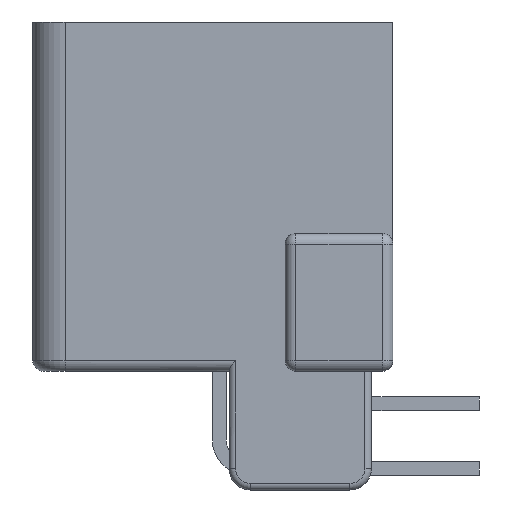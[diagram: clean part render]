
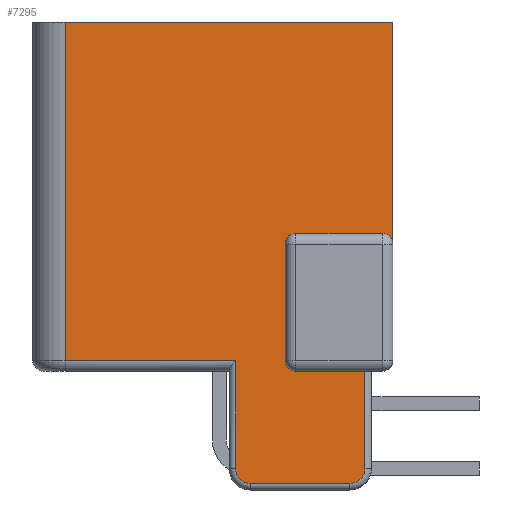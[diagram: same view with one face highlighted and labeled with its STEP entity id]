
A CAD part, left-side view. The second image highlights one B-rep face of the part: STEP entity #7295.
In plain terms, the highlighted planar face has unit normal (-1, 0, 0).
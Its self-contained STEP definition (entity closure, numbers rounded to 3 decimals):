
#70=DIRECTION('',(0.,-1.,0.));
#71=VECTOR('',#70,15.2);
#72=CARTESIAN_POINT('',(-9.55,6.85,0.));
#73=LINE('',#72,#71);
#1049=DIRECTION('',(0.,-1.,0.));
#1050=VECTOR('',#1049,3.2);
#1051=CARTESIAN_POINT('',(-9.55,-3.85,-16.2));
#1052=LINE('',#1051,#1050);
#1518=CARTESIAN_POINT('',(-9.55,-3.85,-15.7));
#1519=DIRECTION('',(1.,0.,0.));
#1520=DIRECTION('',(0.,0.,-1.));
#1521=AXIS2_PLACEMENT_3D('',#1518,#1519,#1520);
#1552=CARTESIAN_POINT('',(-9.55,-3.85,-10.3));
#1553=DIRECTION('',(1.,0.,0.));
#1554=DIRECTION('',(0.,1.,0.));
#1555=AXIS2_PLACEMENT_3D('',#1552,#1553,#1554);
#1693=CARTESIAN_POINT('',(-9.55,-7.85,-10.3));
#1694=DIRECTION('',(1.,0.,0.));
#1695=DIRECTION('',(0.,0.,1.));
#1696=AXIS2_PLACEMENT_3D('',#1693,#1694,#1695);
#1698=DIRECTION('',(0.,1.,0.));
#1699=VECTOR('',#1698,4.);
#1700=CARTESIAN_POINT('',(-9.55,-7.85,-9.8));
#1701=LINE('',#1700,#1699);
#1702=DIRECTION('',(0.,0.,1.));
#1703=VECTOR('',#1702,5.4);
#1704=CARTESIAN_POINT('',(-9.55,-3.35,-15.7));
#1705=LINE('',#1704,#1703);
#1706=DIRECTION('',(0.,0.,-1.));
#1707=VECTOR('',#1706,4.5);
#1708=CARTESIAN_POINT('',(-9.55,-7.05,-16.2));
#1709=LINE('',#1708,#1707);
#1710=CARTESIAN_POINT('',(-9.55,-6.35,-20.7));
#1711=DIRECTION('',(1.,0.,0.));
#1712=DIRECTION('',(0.,-1.,0.));
#1713=AXIS2_PLACEMENT_3D('',#1710,#1711,#1712);
#1715=DIRECTION('',(0.,1.,0.));
#1716=VECTOR('',#1715,4.6);
#1717=CARTESIAN_POINT('',(-9.55,-6.35,-21.4));
#1718=LINE('',#1717,#1716);
#1719=CARTESIAN_POINT('',(-9.55,-1.75,-20.7));
#1720=DIRECTION('',(1.,0.,0.));
#1721=DIRECTION('',(0.,0.,-1.));
#1722=AXIS2_PLACEMENT_3D('',#1719,#1720,#1721);
#1724=DIRECTION('',(0.,0.,1.));
#1725=VECTOR('',#1724,5.);
#1726=CARTESIAN_POINT('',(-9.55,-1.05,-20.7));
#1727=LINE('',#1726,#1725);
#1728=DIRECTION('',(0.,1.,0.));
#1729=VECTOR('',#1728,7.9);
#1730=CARTESIAN_POINT('',(-9.55,-1.05,-15.7));
#1731=LINE('',#1730,#1729);
#1732=DIRECTION('',(0.,0.,1.));
#1733=VECTOR('',#1732,15.7);
#1734=CARTESIAN_POINT('',(-9.55,6.85,-15.7));
#1735=LINE('',#1734,#1733);
#1736=DIRECTION('',(0.,0.,-1.));
#1737=VECTOR('',#1736,10.3);
#1738=CARTESIAN_POINT('',(-9.55,-8.35,0.));
#1739=LINE('',#1738,#1737);
#4034=CARTESIAN_POINT('',(-9.55,6.85,0.));
#4036=VERTEX_POINT('',#4034);
#4037=CARTESIAN_POINT('',(-9.55,-8.35,0.));
#4038=VERTEX_POINT('',#4037);
#4305=CARTESIAN_POINT('',(-9.55,-1.05,-20.7));
#4306=CARTESIAN_POINT('',(-9.55,-1.05,-15.7));
#4307=VERTEX_POINT('',#4305);
#4308=VERTEX_POINT('',#4306);
#4309=CARTESIAN_POINT('',(-9.55,-7.05,-16.2));
#4310=CARTESIAN_POINT('',(-9.55,-7.05,-20.7));
#4311=VERTEX_POINT('',#4309);
#4312=VERTEX_POINT('',#4310);
#4313=CARTESIAN_POINT('',(-9.55,-6.35,-21.4));
#4314=CARTESIAN_POINT('',(-9.55,-1.75,-21.4));
#4315=VERTEX_POINT('',#4313);
#4316=VERTEX_POINT('',#4314);
#4321=CARTESIAN_POINT('',(-9.55,-3.85,-16.2));
#4322=VERTEX_POINT('',#4321);
#4341=CARTESIAN_POINT('',(-9.55,6.85,-15.7));
#4342=VERTEX_POINT('',#4341);
#4344=CARTESIAN_POINT('',(-9.55,-8.35,-10.3));
#4346=VERTEX_POINT('',#4344);
#4348=CARTESIAN_POINT('',(-9.55,-7.85,-9.8));
#4350=VERTEX_POINT('',#4348);
#4351=CARTESIAN_POINT('',(-9.55,-3.85,-9.8));
#4353=VERTEX_POINT('',#4351);
#4355=CARTESIAN_POINT('',(-9.55,-3.35,-10.3));
#4357=VERTEX_POINT('',#4355);
#4440=CARTESIAN_POINT('',(-9.55,-3.35,-15.7));
#4442=VERTEX_POINT('',#4440);
#7267=CARTESIAN_POINT('',(-9.55,6.85,0.));
#7268=DIRECTION('',(-1.,0.,0.));
#7269=DIRECTION('',(0.,-1.,0.));
#7270=AXIS2_PLACEMENT_3D('',#7267,#7268,#7269);
#7271=PLANE('',#7270);
#7272=ORIENTED_EDGE('',*,*,#6887,.T.);
#7273=ORIENTED_EDGE('',*,*,#7084,.F.);
#7274=ORIENTED_EDGE('',*,*,#7070,.F.);
#7275=ORIENTED_EDGE('',*,*,#7049,.F.);
#7276=ORIENTED_EDGE('',*,*,#6585,.T.);
#7278=ORIENTED_EDGE('',*,*,#7277,.T.);
#7280=ORIENTED_EDGE('',*,*,#7279,.T.);
#7282=ORIENTED_EDGE('',*,*,#7281,.T.);
#7284=ORIENTED_EDGE('',*,*,#7283,.T.);
#7286=ORIENTED_EDGE('',*,*,#7285,.T.);
#7288=ORIENTED_EDGE('',*,*,#7287,.T.);
#7289=ORIENTED_EDGE('',*,*,#6512,.T.);
#7290=ORIENTED_EDGE('',*,*,#5296,.T.);
#7291=ORIENTED_EDGE('',*,*,#7220,.T.);
#7292=ORIENTED_EDGE('',*,*,#7262,.F.);
#7293=EDGE_LOOP('',(#7272,#7273,#7274,#7275,#7276,#7278,#7280,#7282,#7284,#7286,
#7288,#7289,#7290,#7291,#7292));
#7294=FACE_OUTER_BOUND('',#7293,.F.);
#1522=CIRCLE('',#1521,0.5);
#1556=CIRCLE('',#1555,0.5);
#1697=CIRCLE('',#1696,0.5);
#1714=CIRCLE('',#1713,0.7);
#1723=CIRCLE('',#1722,0.7);
#5296=EDGE_CURVE('',#4036,#4038,#73,.T.);
#6512=EDGE_CURVE('',#4342,#4036,#1735,.T.);
#6585=EDGE_CURVE('',#4322,#4311,#1052,.T.);
#6887=EDGE_CURVE('',#4350,#4353,#1701,.T.);
#7049=EDGE_CURVE('',#4322,#4442,#1522,.T.);
#7070=EDGE_CURVE('',#4442,#4357,#1705,.T.);
#7084=EDGE_CURVE('',#4357,#4353,#1556,.T.);
#7220=EDGE_CURVE('',#4038,#4346,#1739,.T.);
#7262=EDGE_CURVE('',#4350,#4346,#1697,.T.);
#7277=EDGE_CURVE('',#4311,#4312,#1709,.T.);
#7279=EDGE_CURVE('',#4312,#4315,#1714,.T.);
#7281=EDGE_CURVE('',#4315,#4316,#1718,.T.);
#7283=EDGE_CURVE('',#4316,#4307,#1723,.T.);
#7285=EDGE_CURVE('',#4307,#4308,#1727,.T.);
#7287=EDGE_CURVE('',#4308,#4342,#1731,.T.);
#7295=ADVANCED_FACE('',(#7294),#7271,.T.);
